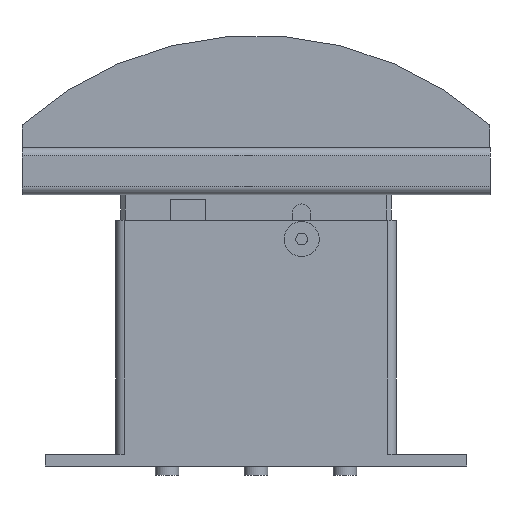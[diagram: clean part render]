
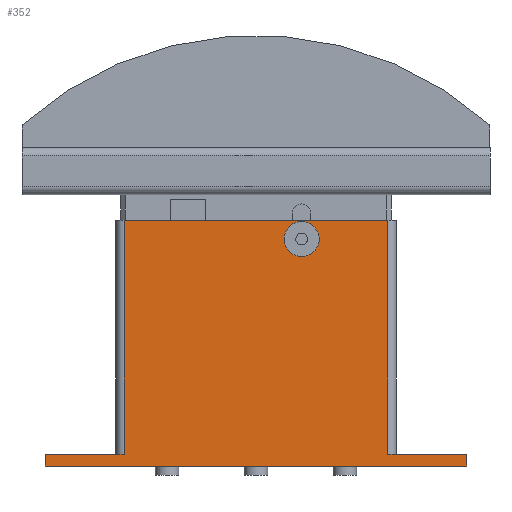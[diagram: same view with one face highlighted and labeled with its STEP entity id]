
A CAD part, front view. The second image highlights one B-rep face of the part: STEP entity #352.
In plain terms, the highlighted planar face has unit normal (0, -1, 0).
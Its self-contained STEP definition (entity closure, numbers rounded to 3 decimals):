
#352=ADVANCED_FACE('',(#709,#710),#711,.T.);
#709=FACE_BOUND('',#1069,.T.);
#710=FACE_OUTER_BOUND('',#1070,.T.);
#711=PLANE('',#1071);
#1069=EDGE_LOOP('',(#2144,#2145));
#1070=EDGE_LOOP('',(#2146,#2147,#2148,#2149,#2150,#2151,#2152,#2153));
#1071=AXIS2_PLACEMENT_3D('',#2154,#2155,#2156);
#2144=ORIENTED_EDGE('',*,*,#2598,.T.);
#2145=ORIENTED_EDGE('',*,*,#2228,.T.);
#2146=ORIENTED_EDGE('',*,*,#2643,.T.);
#2147=ORIENTED_EDGE('',*,*,#2640,.T.);
#2148=ORIENTED_EDGE('',*,*,#2562,.T.);
#2149=ORIENTED_EDGE('',*,*,#2625,.F.);
#2150=ORIENTED_EDGE('',*,*,#2647,.T.);
#2151=ORIENTED_EDGE('',*,*,#2648,.F.);
#2152=ORIENTED_EDGE('',*,*,#2649,.T.);
#2153=ORIENTED_EDGE('',*,*,#2650,.T.);
#2154=CARTESIAN_POINT('',(-45.0,-20.0,0.0));
#2155=DIRECTION('',(0.0,-1.0,0.0));
#2156=DIRECTION('',(1.0,0.0,0.0));
#2228=EDGE_CURVE('',#2686,#2683,#2687,.T.);
#2562=EDGE_CURVE('',#3201,#3202,#3203,.T.);
#2598=EDGE_CURVE('',#2683,#2686,#3246,.T.);
#2625=EDGE_CURVE('',#3277,#3202,#3279,.T.);
#2640=EDGE_CURVE('',#3299,#3201,#3300,.T.);
#2643=EDGE_CURVE('',#3303,#3299,#3304,.T.);
#2647=EDGE_CURVE('',#3277,#3309,#3310,.T.);
#2648=EDGE_CURVE('',#3311,#3309,#3312,.T.);
#2649=EDGE_CURVE('',#3311,#3313,#3314,.T.);
#2650=EDGE_CURVE('',#3313,#3303,#3315,.T.);
#2683=VERTEX_POINT('',#3355);
#2686=VERTEX_POINT('',#3359);
#2687=CIRCLE('',#3360,7.5);
#3201=VERTEX_POINT('',#4082);
#3202=VERTEX_POINT('',#4083);
#3203=LINE('',#4084,#4085);
#3246=CIRCLE('',#4136,7.5);
#3277=VERTEX_POINT('',#4174);
#3279=LINE('',#4176,#4177);
#3299=VERTEX_POINT('',#4204);
#3300=LINE('',#4205,#4206);
#3303=VERTEX_POINT('',#4209);
#3304=LINE('',#4210,#4211);
#3309=VERTEX_POINT('',#4218);
#3310=LINE('',#4219,#4220);
#3311=VERTEX_POINT('',#4221);
#3312=LINE('',#4222,#4223);
#3313=VERTEX_POINT('',#4224);
#3314=LINE('',#4225,#4226);
#3315=LINE('',#4227,#4228);
#3355=CARTESIAN_POINT('',(27.0,-20.0,97.0));
#3359=CARTESIAN_POINT('',(12.0,-20.0,97.0));
#3360=AXIS2_PLACEMENT_3D('',#4269,#4270,#4271);
#4082=CARTESIAN_POINT('',(56.4,-20.0,105.0));
#4083=CARTESIAN_POINT('',(-56.4,-20.,105.0));
#4084=CARTESIAN_POINT('',(0.0,-20.0,105.0));
#4085=VECTOR('',#4627,1.0);
#4136=AXIS2_PLACEMENT_3D('',#4684,#4685,#4686);
#4174=CARTESIAN_POINT('',(-56.4,-20.,5.0));
#4176=CARTESIAN_POINT('',(-56.4,-20.,5.0));
#4177=VECTOR('',#4718,1.0);
#4204=CARTESIAN_POINT('',(56.4,-20.0,5.0));
#4205=CARTESIAN_POINT('',(56.4,-20.0,5.0));
#4206=VECTOR('',#4732,1.0);
#4209=CARTESIAN_POINT('',(90.0,-20.0,5.0));
#4210=CARTESIAN_POINT('',(0.0,-20.0,5.0));
#4211=VECTOR('',#4736,1.0);
#4218=CARTESIAN_POINT('',(-90.0,-20.0,5.0));
#4219=CARTESIAN_POINT('',(0.0,-20.0,5.0));
#4220=VECTOR('',#4739,1.0);
#4221=CARTESIAN_POINT('',(-90.0,-20.0,0.0));
#4222=CARTESIAN_POINT('',(-90.0,-20.0,0.0));
#4223=VECTOR('',#4740,1.0);
#4224=CARTESIAN_POINT('',(90.0,-20.0,0.0));
#4225=CARTESIAN_POINT('',(0.0,-20.0,0.0));
#4226=VECTOR('',#4741,1.0);
#4227=CARTESIAN_POINT('',(90.0,-20.0,0.0));
#4228=VECTOR('',#4742,1.0);
#4269=CARTESIAN_POINT('',(19.5,-20.0,97.0));
#4270=DIRECTION('',(-0.0,1.0,0.0));
#4271=DIRECTION('',(1.0,0.0,0.0));
#4627=DIRECTION('',(-1.0,-0.0,-0.0));
#4684=CARTESIAN_POINT('',(19.5,-20.0,97.0));
#4685=DIRECTION('',(-0.0,1.0,0.0));
#4686=DIRECTION('',(1.0,0.0,0.0));
#4718=DIRECTION('',(0.0,0.0,1.0));
#4732=DIRECTION('',(0.0,0.0,1.0));
#4736=DIRECTION('',(-1.0,-0.0,-0.0));
#4739=DIRECTION('',(-1.0,-0.0,-0.0));
#4740=DIRECTION('',(0.0,0.0,1.0));
#4741=DIRECTION('',(1.0,0.0,0.0));
#4742=DIRECTION('',(0.0,0.0,1.0));
